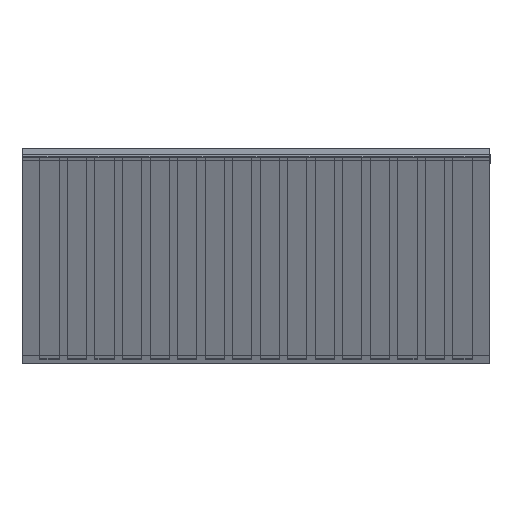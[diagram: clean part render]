
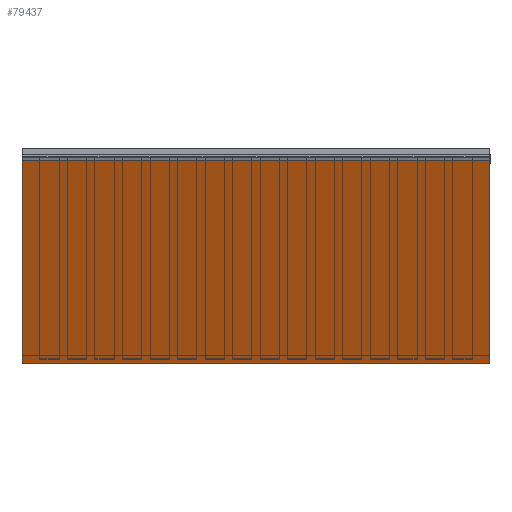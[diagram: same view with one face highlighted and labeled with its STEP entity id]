
A CAD part, left-side view. The second image highlights one B-rep face of the part: STEP entity #79437.
In plain terms, the highlighted planar face has unit normal (-0.914, 0, -0.405).
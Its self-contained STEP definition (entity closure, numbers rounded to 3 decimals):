
#1266=ORIENTED_EDGE('',*,*,#16413,.T.);
#1267=ORIENTED_EDGE('',*,*,#16757,.F.);
#1268=ORIENTED_EDGE('',*,*,#16627,.F.);
#1269=ORIENTED_EDGE('',*,*,#16758,.T.);
#16413=EDGE_CURVE('',#24193,#24192,#29509,.T.);
#16627=EDGE_CURVE('',#24405,#24406,#29723,.T.);
#16757=EDGE_CURVE('',#24406,#24192,#29853,.T.);
#16758=EDGE_CURVE('',#24405,#24193,#29854,.T.);
#24192=VERTEX_POINT('',#101773);
#24193=VERTEX_POINT('',#101775);
#24405=VERTEX_POINT('',#102201);
#24406=VERTEX_POINT('',#102203);
#29509=LINE('',#101774,#37381);
#29723=LINE('',#102202,#37595);
#29853=LINE('',#102459,#37725);
#29854=LINE('',#102461,#37726);
#37381=VECTOR('',#86992,1000.);
#37595=VECTOR('',#87208,1000.);
#37725=VECTOR('',#87388,1000.);
#37726=VECTOR('',#87391,1000.);
#45116=EDGE_LOOP('',(#1266,#1267,#1268,#1269));
#48534=FACE_BOUND('',#45116,.T.);
#51952=PLANE('',#83246);
#79437=ADVANCED_FACE('',(#48534),#51952,.F.);
#83246=AXIS2_PLACEMENT_3D('',#102460,#87389,#87390);
#86992=DIRECTION('',(-0.405,0.,0.914));
#87208=DIRECTION('',(-0.405,0.,0.914));
#87388=DIRECTION('',(0.,-1.,0.));
#87389=DIRECTION('',(0.914,0.,0.405));
#87390=DIRECTION('',(0.405,0.,-0.914));
#87391=DIRECTION('',(0.,-1.,0.));
#101773=CARTESIAN_POINT('',(35.04,0.,-0.167));
#101774=CARTESIAN_POINT('',(35.04,0.,-0.167));
#101775=CARTESIAN_POINT('',(38.32,0.,-7.575));
#102201=CARTESIAN_POINT('',(38.32,17.,-7.575));
#102202=CARTESIAN_POINT('',(35.04,17.,-0.167));
#102203=CARTESIAN_POINT('',(35.04,17.,-0.167));
#102459=CARTESIAN_POINT('',(35.04,17.,-0.167));
#102460=CARTESIAN_POINT('',(35.04,17.,-0.167));
#102461=CARTESIAN_POINT('',(38.32,17.,-7.575));
